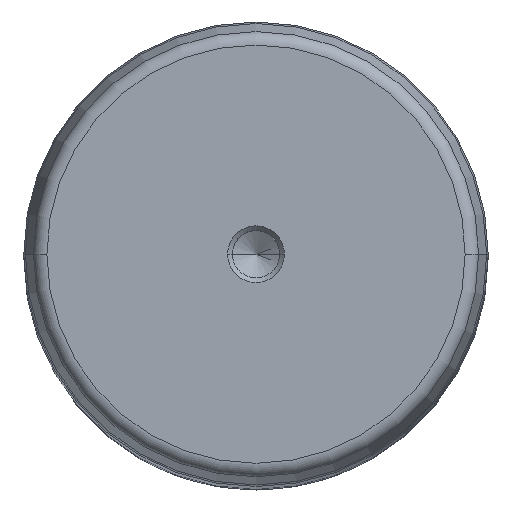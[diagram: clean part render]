
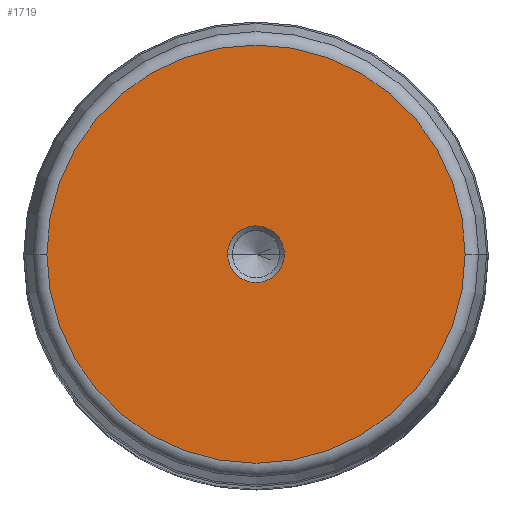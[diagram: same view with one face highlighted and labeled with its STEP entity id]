
A CAD part, top view. The second image highlights one B-rep face of the part: STEP entity #1719.
In plain terms, the highlighted planar face has unit normal (0, 0, 1).
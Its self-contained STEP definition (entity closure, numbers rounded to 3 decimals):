
#37 = EDGE_LOOP ( 'NONE', ( #1781, #959 ) ) ;
#131 = CARTESIAN_POINT ( 'NONE',  ( 0., 0., 450. ) ) ;
#248 = CARTESIAN_POINT ( 'NONE',  ( 6.1, 0., 450. ) ) ;
#324 = VERTEX_POINT ( 'NONE', #3430 ) ;
#400 = AXIS2_PLACEMENT_3D ( 'NONE', #726, #733, #2363 ) ;
#469 = DIRECTION ( 'NONE',  ( 0., 0., -1. ) ) ;
#471 = EDGE_CURVE ( 'NONE', #596, #324, #2297, .T. ) ;
#502 = CIRCLE ( 'NONE', #400, 6.1 ) ;
#589 = AXIS2_PLACEMENT_3D ( 'NONE', #131, #2326, #2576 ) ;
#596 = VERTEX_POINT ( 'NONE', #3462 ) ;
#726 = CARTESIAN_POINT ( 'NONE',  ( 0., 0., 450. ) ) ;
#733 = DIRECTION ( 'NONE',  ( 0., 0., -1. ) ) ;
#760 = DIRECTION ( 'NONE',  ( 1., 0., 0. ) ) ;
#842 = ORIENTED_EDGE ( 'NONE', *, *, #1816, .T. ) ;
#959 = ORIENTED_EDGE ( 'NONE', *, *, #2418, .T. ) ;
#1270 = ORIENTED_EDGE ( 'NONE', *, *, #1900, .T. ) ;
#1326 = DIRECTION ( 'NONE',  ( 1., 0., 0. ) ) ;
#1333 = AXIS2_PLACEMENT_3D ( 'NONE', #2404, #2654, #760 ) ;
#1385 = CIRCLE ( 'NONE', #1419, 6.1 ) ;
#1419 = AXIS2_PLACEMENT_3D ( 'NONE', #2398, #469, #1814 ) ;
#1568 = CARTESIAN_POINT ( 'NONE',  ( -6.1, 0., 450. ) ) ;
#1585 = CIRCLE ( 'NONE', #2304, 45.019 ) ;
#1719 = ADVANCED_FACE ( 'NONE', ( #2951, #2781 ), #1755, .T. ) ;
#1755 = PLANE ( 'NONE',  #589 ) ;
#1781 = ORIENTED_EDGE ( 'NONE', *, *, #471, .T. ) ;
#1814 = DIRECTION ( 'NONE',  ( 1., 0., 0. ) ) ;
#1816 = EDGE_CURVE ( 'NONE', #2347, #2439, #502, .T. ) ;
#1900 = EDGE_CURVE ( 'NONE', #2439, #2347, #1385, .T. ) ;
#1974 = EDGE_LOOP ( 'NONE', ( #842, #1270 ) ) ;
#2111 = CARTESIAN_POINT ( 'NONE',  ( 0., 0., 450. ) ) ;
#2297 = CIRCLE ( 'NONE', #1333, 45.019 ) ;
#2304 = AXIS2_PLACEMENT_3D ( 'NONE', #2111, #3509, #1326 ) ;
#2326 = DIRECTION ( 'NONE',  ( 0., 0., 1. ) ) ;
#2347 = VERTEX_POINT ( 'NONE', #248 ) ;
#2363 = DIRECTION ( 'NONE',  ( 1., 0., 0. ) ) ;
#2398 = CARTESIAN_POINT ( 'NONE',  ( 0., 0., 450. ) ) ;
#2404 = CARTESIAN_POINT ( 'NONE',  ( 0., 0., 450. ) ) ;
#2418 = EDGE_CURVE ( 'NONE', #324, #596, #1585, .T. ) ;
#2439 = VERTEX_POINT ( 'NONE', #1568 ) ;
#2576 = DIRECTION ( 'NONE',  ( 1., 0., 0. ) ) ;
#2654 = DIRECTION ( 'NONE',  ( 0., 0., 1. ) ) ;
#2781 = FACE_BOUND ( 'NONE', #1974, .T. ) ;
#2951 = FACE_OUTER_BOUND ( 'NONE', #37, .T. ) ;
#3430 = CARTESIAN_POINT ( 'NONE',  ( -45.019, 0., 450. ) ) ;
#3462 = CARTESIAN_POINT ( 'NONE',  ( 45.019, 0., 450. ) ) ;
#3509 = DIRECTION ( 'NONE',  ( 0., 0., 1. ) ) ;
